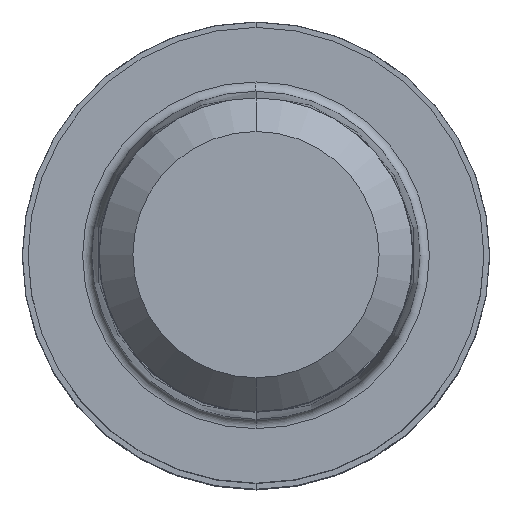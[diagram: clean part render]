
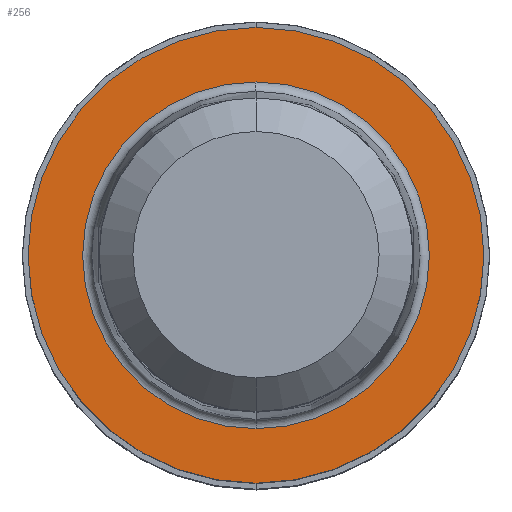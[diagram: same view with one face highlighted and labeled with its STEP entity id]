
A CAD part, top view. The second image highlights one B-rep face of the part: STEP entity #256.
In plain terms, the highlighted planar face has unit normal (0, 0, 1).
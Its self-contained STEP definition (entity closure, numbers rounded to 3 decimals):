
#168=EDGE_CURVE('',#284,#402,#457,.T.);
#190=EDGE_CURVE('',#402,#284,#485,.T.);
#240=EDGE_CURVE('',#308,#432,#540,.T.);
#242=EDGE_CURVE('',#432,#308,#542,.T.);
#256=ADVANCED_FACE('',(#558,#559),#560,.T.);
#284=VERTEX_POINT('',#592);
#308=VERTEX_POINT('',#622);
#402=VERTEX_POINT('',#728);
#432=VERTEX_POINT('',#759);
#457=CIRCLE('',#777,5.85);
#485=CIRCLE('',#811,5.85);
#540=CIRCLE('',#879,4.45);
#542=CIRCLE('',#882,4.45);
#558=FACE_OUTER_BOUND('',#903,.T.);
#559=FACE_BOUND('',#904,.T.);
#560=PLANE('',#905);
#592=CARTESIAN_POINT('',(0.0,5.85,0.01));
#622=CARTESIAN_POINT('',(0.0,4.45,0.01));
#728=CARTESIAN_POINT('',(0.,-5.85,0.01));
#759=CARTESIAN_POINT('',(0.,-4.45,0.01));
#777=AXIS2_PLACEMENT_3D('',#1164,#1165,#1166);
#811=AXIS2_PLACEMENT_3D('',#1213,#1214,#1215);
#879=AXIS2_PLACEMENT_3D('',#1280,#1281,#1282);
#882=AXIS2_PLACEMENT_3D('',#1283,#1284,#1285);
#903=EDGE_LOOP('',(#1313,#1314));
#904=EDGE_LOOP('',(#1315,#1316));
#905=AXIS2_PLACEMENT_3D('',#1317,#1318,#1319);
#1164=CARTESIAN_POINT('',(0.0,0.0,0.01));
#1165=DIRECTION('',(0.0,0.0,-1.0));
#1166=DIRECTION('',(0.0,1.0,0.0));
#1213=CARTESIAN_POINT('',(0.0,0.0,0.01));
#1214=DIRECTION('',(0.0,0.0,-1.0));
#1215=DIRECTION('',(0.0,1.0,0.0));
#1280=CARTESIAN_POINT('',(0.0,0.0,0.01));
#1281=DIRECTION('',(0.0,0.0,-1.0));
#1282=DIRECTION('',(0.0,1.0,0.0));
#1283=CARTESIAN_POINT('',(0.0,0.0,0.01));
#1284=DIRECTION('',(0.0,0.0,-1.0));
#1285=DIRECTION('',(0.0,1.0,0.0));
#1313=ORIENTED_EDGE('',*,*,#168,.F.);
#1314=ORIENTED_EDGE('',*,*,#190,.F.);
#1315=ORIENTED_EDGE('',*,*,#240,.T.);
#1316=ORIENTED_EDGE('',*,*,#242,.T.);
#1317=CARTESIAN_POINT('',(0.0,2.925,0.01));
#1318=DIRECTION('',(-0.0,0.0,1.0));
#1319=DIRECTION('',(0.0,-1.0,0.0));
